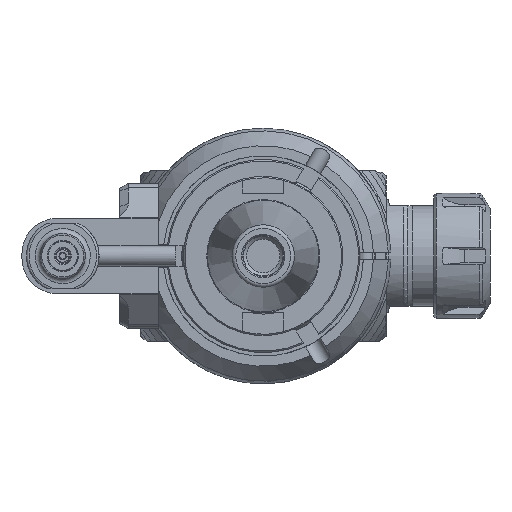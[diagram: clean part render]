
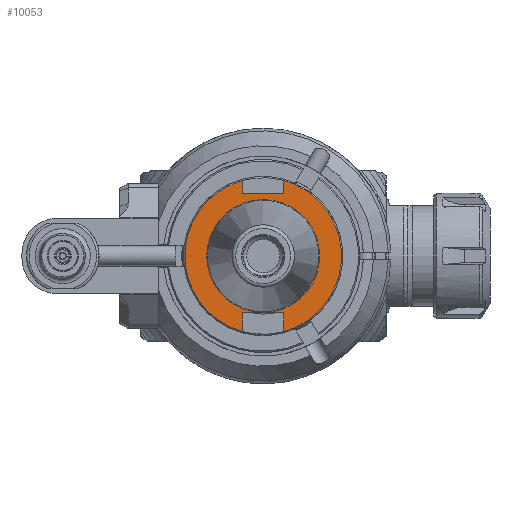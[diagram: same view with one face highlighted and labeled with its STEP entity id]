
A CAD part, left-side view. The second image highlights one B-rep face of the part: STEP entity #10053.
In plain terms, the highlighted planar face has unit normal (-1, 0, 0).
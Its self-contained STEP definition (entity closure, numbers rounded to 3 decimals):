
#636=FACE_BOUND('',#3336,.T.);
#1354=LINE('',#63058,#2090);
#1359=LINE('',#63090,#2095);
#1366=LINE('',#63154,#2102);
#1369=LINE('',#63189,#2105);
#1370=LINE('',#63193,#2106);
#1371=LINE('',#63194,#2107);
#2090=VECTOR('',#13418,16.383);
#2095=VECTOR('',#13425,7.551);
#2102=VECTOR('',#13444,5.138);
#2105=VECTOR('',#13465,7.551);
#2106=VECTOR('',#13468,5.138);
#2107=VECTOR('',#13469,16.383);
#2738=FACE_OUTER_BOUND('',#3335,.T.);
#3335=EDGE_LOOP('',(#9176,#9177,#9178,#9179,#9180,#9181,#9182,#9183));
#3336=EDGE_LOOP('',(#9184));
#3732=CIRCLE('',#10989,31.25);
#3733=CIRCLE('',#10991,31.25);
#3734=CIRCLE('',#10992,22.525);
#4765=VERTEX_POINT('',#63055);
#4766=VERTEX_POINT('',#63057);
#4772=VERTEX_POINT('',#63089);
#4782=VERTEX_POINT('',#63142);
#4783=VERTEX_POINT('',#63153);
#4786=VERTEX_POINT('',#63188);
#4787=VERTEX_POINT('',#63190);
#4788=VERTEX_POINT('',#63192);
#4789=VERTEX_POINT('',#63195);
#6230=EDGE_CURVE('',#4765,#4766,#1354,.T.);
#6237=EDGE_CURVE('',#4766,#4772,#1359,.T.);
#6251=EDGE_CURVE('',#4782,#4783,#1366,.T.);
#6259=EDGE_CURVE('',#4782,#4772,#3732,.T.);
#6260=EDGE_CURVE('',#4786,#4765,#1369,.T.);
#6261=EDGE_CURVE('',#4786,#4787,#3733,.T.);
#6262=EDGE_CURVE('',#4788,#4787,#1370,.T.);
#6263=EDGE_CURVE('',#4783,#4788,#1371,.T.);
#6264=EDGE_CURVE('',#4789,#4789,#3734,.T.);
#9176=ORIENTED_EDGE('',*,*,#6259,.T.);
#9177=ORIENTED_EDGE('',*,*,#6237,.F.);
#9178=ORIENTED_EDGE('',*,*,#6230,.F.);
#9179=ORIENTED_EDGE('',*,*,#6260,.F.);
#9180=ORIENTED_EDGE('',*,*,#6261,.T.);
#9181=ORIENTED_EDGE('',*,*,#6262,.F.);
#9182=ORIENTED_EDGE('',*,*,#6263,.F.);
#9183=ORIENTED_EDGE('',*,*,#6251,.F.);
#9184=ORIENTED_EDGE('',*,*,#6264,.T.);
#9552=PLANE('',#10990);
#10053=ADVANCED_FACE('',(#2738,#636),#9552,.T.);
#10989=AXIS2_PLACEMENT_3D('',#63186,#13461,#13462);
#10990=AXIS2_PLACEMENT_3D('',#63187,#13463,#13464);
#10991=AXIS2_PLACEMENT_3D('',#63191,#13466,#13467);
#10992=AXIS2_PLACEMENT_3D('',#63196,#13470,#13471);
#13418=DIRECTION('',(0.,1.,0.));
#13425=DIRECTION('',(0.,0.,-1.));
#13444=DIRECTION('',(0.,0.,-1.));
#13461=DIRECTION('center_axis',(-1.,0.,0.));
#13462=DIRECTION('ref_axis',(0.,0.262,0.965));
#13463=DIRECTION('center_axis',(-1.,0.,0.));
#13464=DIRECTION('ref_axis',(0.,0.,-1.));
#13465=DIRECTION('',(0.,0.,1.));
#13466=DIRECTION('center_axis',(-1.,0.,0.));
#13467=DIRECTION('ref_axis',(0.,-0.262,-0.965));
#13468=DIRECTION('',(0.,0.,1.));
#13469=DIRECTION('',(0.,-1.,0.));
#13470=DIRECTION('center_axis',(1.,0.,0.));
#13471=DIRECTION('ref_axis',(0.,0.,1.));
#63055=CARTESIAN_POINT('',(-82.825,-8.192,-22.606));
#63057=CARTESIAN_POINT('',(-82.825,8.192,-22.606));
#63058=CARTESIAN_POINT('',(-82.825,-8.192,-22.606));
#63089=CARTESIAN_POINT('',(-82.825,8.192,-30.157));
#63090=CARTESIAN_POINT('',(-82.825,8.192,-22.606));
#63142=CARTESIAN_POINT('',(-82.825,8.192,30.157));
#63153=CARTESIAN_POINT('',(-82.825,8.192,25.019));
#63154=CARTESIAN_POINT('',(-82.825,8.192,30.157));
#63186=CARTESIAN_POINT('Origin',(-82.825,0.,0.));
#63187=CARTESIAN_POINT('Origin',(-82.825,0.,-22.468));
#63188=CARTESIAN_POINT('',(-82.825,-8.192,-30.157));
#63189=CARTESIAN_POINT('',(-82.825,-8.192,-30.157));
#63190=CARTESIAN_POINT('',(-82.825,-8.192,30.157));
#63191=CARTESIAN_POINT('Origin',(-82.825,0.,0.));
#63192=CARTESIAN_POINT('',(-82.825,-8.192,25.019));
#63193=CARTESIAN_POINT('',(-82.825,-8.192,25.019));
#63194=CARTESIAN_POINT('',(-82.825,8.192,25.019));
#63195=CARTESIAN_POINT('',(-82.825,0.,-22.525));
#63196=CARTESIAN_POINT('Origin',(-82.825,0.,0.));
